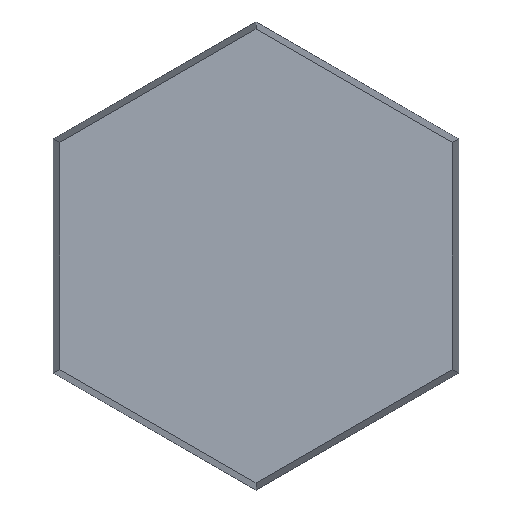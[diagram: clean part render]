
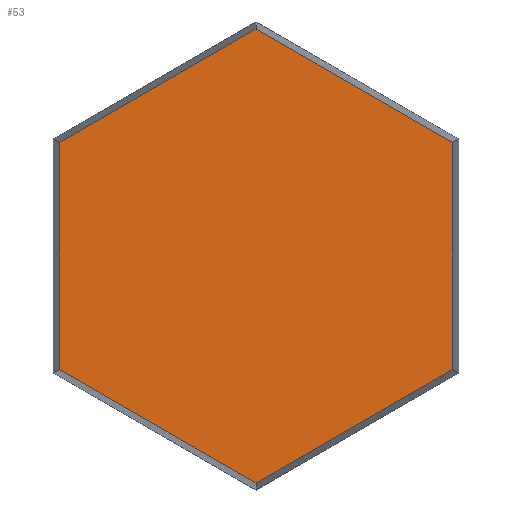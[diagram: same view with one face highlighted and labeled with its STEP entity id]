
A CAD part, front view. The second image highlights one B-rep face of the part: STEP entity #53.
In plain terms, the highlighted planar face has unit normal (0, -1, 0).
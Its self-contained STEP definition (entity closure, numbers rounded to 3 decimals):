
#53 = ADVANCED_FACE( '', ( #103 ), #104, .F. );
#103 = FACE_OUTER_BOUND( '', #146, .T. );
#104 = PLANE( '', #147 );
#146 = EDGE_LOOP( '', ( #219, #220, #221, #222, #223, #224 ) );
#147 = AXIS2_PLACEMENT_3D( '', #225, #226, #227 );
#219 = ORIENTED_EDGE( '', *, *, #262, .F. );
#220 = ORIENTED_EDGE( '', *, *, #268, .F. );
#221 = ORIENTED_EDGE( '', *, *, #242, .F. );
#222 = ORIENTED_EDGE( '', *, *, #258, .F. );
#223 = ORIENTED_EDGE( '', *, *, #265, .F. );
#224 = ORIENTED_EDGE( '', *, *, #247, .F. );
#225 = CARTESIAN_POINT( '', ( 0., 0., 0. ) );
#226 = DIRECTION( '', ( 0., 1., 0. ) );
#227 = DIRECTION( '', ( 0., 0., 1. ) );
#242 = EDGE_CURVE( '', #275, #277, #278, .T. );
#247 = EDGE_CURVE( '', #284, #286, #287, .T. );
#258 = EDGE_CURVE( '', #301, #275, #303, .T. );
#262 = EDGE_CURVE( '', #307, #284, #309, .T. );
#265 = EDGE_CURVE( '', #286, #301, #312, .T. );
#268 = EDGE_CURVE( '', #277, #307, #315, .T. );
#275 = VERTEX_POINT( '', #323 );
#277 = VERTEX_POINT( '', #326 );
#278 = LINE( '', #327, #328 );
#284 = VERTEX_POINT( '', #336 );
#286 = VERTEX_POINT( '', #339 );
#287 = LINE( '', #340, #341 );
#301 = VERTEX_POINT( '', #357 );
#303 = LINE( '', #360, #361 );
#307 = VERTEX_POINT( '', #366 );
#309 = LINE( '', #369, #370 );
#312 = LINE( '', #374, #375 );
#315 = LINE( '', #379, #380 );
#323 = CARTESIAN_POINT( '', ( 9.694, 0., -5.597 ) );
#326 = CARTESIAN_POINT( '', ( 0., 0., -11.194 ) );
#327 = CARTESIAN_POINT( '', ( 4.847, 0., -8.396 ) );
#328 = VECTOR( '', #385, 1000. );
#336 = CARTESIAN_POINT( '', ( -9.694, 0., 5.597 ) );
#339 = CARTESIAN_POINT( '', ( 0., 0., 11.194 ) );
#340 = CARTESIAN_POINT( '', ( -4.847, 0., 8.396 ) );
#341 = VECTOR( '', #389, 1000. );
#357 = CARTESIAN_POINT( '', ( 9.694, 0., 5.597 ) );
#360 = CARTESIAN_POINT( '', ( 9.694, 0., 0. ) );
#361 = VECTOR( '', #402, 1000. );
#366 = CARTESIAN_POINT( '', ( -9.694, 0., -5.597 ) );
#369 = CARTESIAN_POINT( '', ( -9.694, 0., 0. ) );
#370 = VECTOR( '', #405, 1000. );
#374 = CARTESIAN_POINT( '', ( 4.847, 0., 8.396 ) );
#375 = VECTOR( '', #407, 1000. );
#379 = CARTESIAN_POINT( '', ( -4.847, 0., -8.396 ) );
#380 = VECTOR( '', #409, 1000. );
#385 = DIRECTION( '', ( -0.866, 0., -0.5 ) );
#389 = DIRECTION( '', ( 0.866, 0., 0.5 ) );
#402 = DIRECTION( '', ( 0., 0., -1. ) );
#405 = DIRECTION( '', ( 0., 0., 1. ) );
#407 = DIRECTION( '', ( 0.866, 0., -0.5 ) );
#409 = DIRECTION( '', ( -0.866, 0., 0.5 ) );
